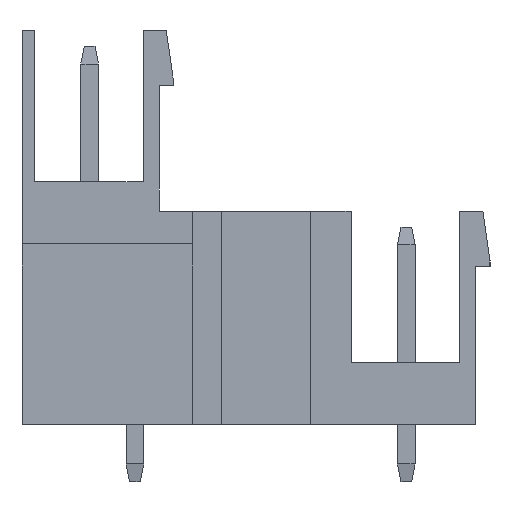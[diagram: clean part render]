
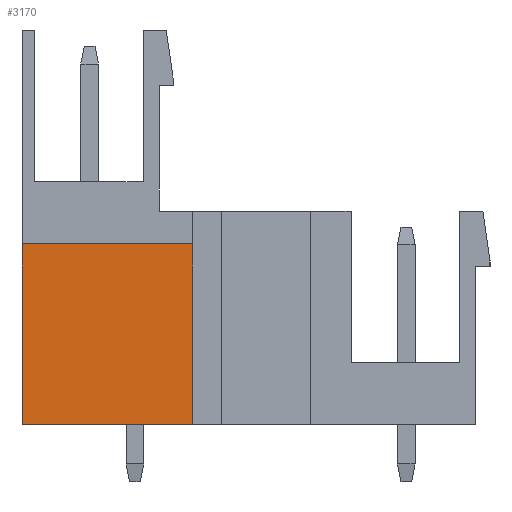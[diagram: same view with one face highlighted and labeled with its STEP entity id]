
A CAD part, left-side view. The second image highlights one B-rep face of the part: STEP entity #3170.
In plain terms, the highlighted planar face has unit normal (-1, 0, 0).
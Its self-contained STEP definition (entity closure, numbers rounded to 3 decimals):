
#3157=AXIS2_PLACEMENT_3D('Plane Axis2P3D',#3154,#3155,#3156) ;
#2129=CARTESIAN_POINT('Vertex',(1.,26.28,3.2)) ;
#2132=CARTESIAN_POINT('Line Origine',(1.,26.28,8.28)) ;
#2136=CARTESIAN_POINT('Vertex',(1.,26.28,13.36)) ;
#2214=CARTESIAN_POINT('Vertex',(1.,16.7,3.2)) ;
#2217=CARTESIAN_POINT('Line Origine',(1.,21.49,3.2)) ;
#3137=CARTESIAN_POINT('Vertex',(1.,16.7,13.36)) ;
#3140=CARTESIAN_POINT('Line Origine',(1.,16.7,8.28)) ;
#3154=CARTESIAN_POINT('Axis2P3D Location',(1.,0.,13.36)) ;
#3159=CARTESIAN_POINT('Line Origine',(1.,21.49,13.36)) ;
#2133=DIRECTION('Vector Direction',(0.,0.,-1.)) ;
#2218=DIRECTION('Vector Direction',(0.,1.,0.)) ;
#3141=DIRECTION('Vector Direction',(0.,0.,1.)) ;
#3155=DIRECTION('Axis2P3D Direction',(1.,-0.,0.)) ;
#3156=DIRECTION('Axis2P3D XDirection',(0.,0.,-1.)) ;
#3160=DIRECTION('Vector Direction',(0.,1.,0.)) ;
#2134=VECTOR('Line Direction',#2133,1.) ;
#2219=VECTOR('Line Direction',#2218,1.) ;
#3142=VECTOR('Line Direction',#3141,1.) ;
#3161=VECTOR('Line Direction',#3160,1.) ;
#3165=ORIENTED_EDGE('',*,*,#3144,.T.) ;
#3166=ORIENTED_EDGE('',*,*,#3163,.T.) ;
#3167=ORIENTED_EDGE('',*,*,#2138,.T.) ;
#3168=ORIENTED_EDGE('',*,*,#2221,.F.) ;
#3170=ADVANCED_FACE('Housing',(#3169),#3158,.F.) ;
#2138=EDGE_CURVE('',#2137,#2130,#2135,.T.) ;
#2221=EDGE_CURVE('',#2215,#2130,#2220,.T.) ;
#3144=EDGE_CURVE('',#2215,#3138,#3143,.T.) ;
#3163=EDGE_CURVE('',#3138,#2137,#3162,.T.) ;
#3164=EDGE_LOOP('',(#3165,#3166,#3167,#3168)) ;
#3169=FACE_OUTER_BOUND('',#3164,.T.) ;
#2135=LINE('Line',#2132,#2134) ;
#2220=LINE('Line',#2217,#2219) ;
#3143=LINE('Line',#3140,#3142) ;
#3162=LINE('Line',#3159,#3161) ;
#3158=PLANE('',#3157) ;
#2130=VERTEX_POINT('',#2129) ;
#2137=VERTEX_POINT('',#2136) ;
#2215=VERTEX_POINT('',#2214) ;
#3138=VERTEX_POINT('',#3137) ;
